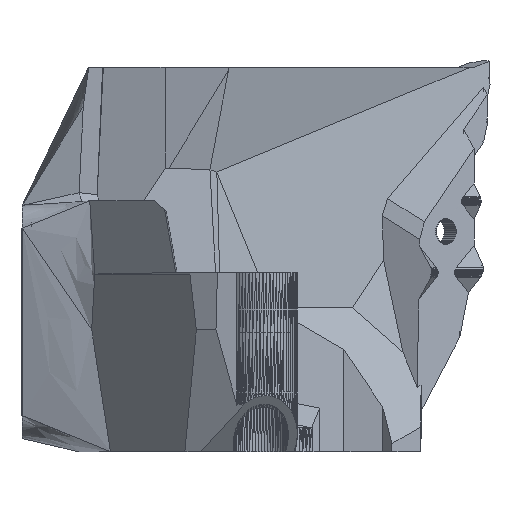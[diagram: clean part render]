
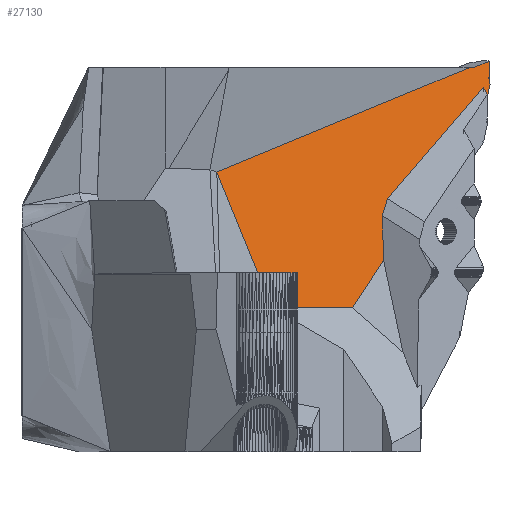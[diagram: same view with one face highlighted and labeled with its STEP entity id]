
A CAD part, front view. The second image highlights one B-rep face of the part: STEP entity #27130.
In plain terms, the highlighted planar face has unit normal (0.484, -0.874, 0.043).
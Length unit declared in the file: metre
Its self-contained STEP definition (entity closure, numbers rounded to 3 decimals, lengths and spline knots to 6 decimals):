
#44=B_SPLINE_CURVE_WITH_KNOTS('',3,(#38625,#38626,#38627,#38628),
 .UNSPECIFIED.,.F.,.F.,(4,4),(0.,1.),.UNSPECIFIED.);
#6442=ORIENTED_EDGE('',*,*,#7326,.T.);
#6443=ORIENTED_EDGE('',*,*,#8034,.F.);
#6444=ORIENTED_EDGE('',*,*,#8030,.T.);
#6445=ORIENTED_EDGE('',*,*,#10327,.F.);
#6446=ORIENTED_EDGE('',*,*,#8491,.F.);
#6447=ORIENTED_EDGE('',*,*,#8015,.T.);
#6448=ORIENTED_EDGE('',*,*,#8019,.T.);
#6449=ORIENTED_EDGE('',*,*,#10460,.T.);
#6450=ORIENTED_EDGE('',*,*,#7542,.F.);
#6451=ORIENTED_EDGE('',*,*,#10461,.T.);
#6452=ORIENTED_EDGE('',*,*,#8025,.T.);
#6453=ORIENTED_EDGE('',*,*,#8020,.T.);
#7326=EDGE_CURVE('',#10842,#10841,#12404,.T.);
#7542=EDGE_CURVE('',#11018,#11019,#12620,.T.);
#8015=EDGE_CURVE('',#11390,#11389,#13090,.T.);
#8019=EDGE_CURVE('',#11389,#11392,#13094,.T.);
#8020=EDGE_CURVE('',#11393,#10842,#13095,.T.);
#8025=EDGE_CURVE('',#11396,#11393,#13100,.T.);
#8030=EDGE_CURVE('',#11401,#11397,#44,.F.);
#8034=EDGE_CURVE('',#11401,#10841,#13107,.T.);
#8491=EDGE_CURVE('',#11390,#11572,#13543,.T.);
#10327=EDGE_CURVE('',#11572,#11397,#15360,.T.);
#10460=EDGE_CURVE('',#11392,#11019,#15490,.T.);
#10461=EDGE_CURVE('',#11018,#11396,#15491,.T.);
#10841=VERTEX_POINT('',#37203);
#10842=VERTEX_POINT('',#37205);
#11018=VERTEX_POINT('',#37638);
#11019=VERTEX_POINT('',#37639);
#11389=VERTEX_POINT('',#38590);
#11390=VERTEX_POINT('',#38592);
#11392=VERTEX_POINT('',#38598);
#11393=VERTEX_POINT('',#38602);
#11396=VERTEX_POINT('',#38610);
#11397=VERTEX_POINT('',#38614);
#11401=VERTEX_POINT('',#38629);
#11572=VERTEX_POINT('',#39558);
#12404=LINE('',#37204,#15888);
#12620=LINE('',#37637,#16104);
#13090=LINE('',#38591,#16574);
#13094=LINE('',#38599,#16578);
#13095=LINE('',#38601,#16579);
#13100=LINE('',#38611,#16584);
#13107=LINE('',#38636,#16591);
#13543=LINE('',#39559,#17027);
#15360=LINE('',#43264,#18844);
#15490=LINE('',#43540,#18974);
#15491=LINE('',#43541,#18975);
#15888=VECTOR('',#29571,1.);
#16104=VECTOR('',#29869,1.);
#16574=VECTOR('',#30547,1.);
#16578=VECTOR('',#30553,1.);
#16579=VECTOR('',#30556,1.);
#16584=VECTOR('',#30563,1.);
#16591=VECTOR('',#30576,1.);
#17027=VECTOR('',#31616,1.);
#18844=VECTOR('',#35937,1.);
#18974=VECTOR('',#36317,1.);
#18975=VECTOR('',#36318,1.);
#21088=EDGE_LOOP('',(#6442,#6443,#6444,#6445,#6446,#6447,#6448,#6449,#6450,
#6451,#6452,#6453));
#23111=FACE_BOUND('',#21088,.T.);
#25131=PLANE('',#29188);
#27130=ADVANCED_FACE('',(#23111),#25131,.T.);
#29188=AXIS2_PLACEMENT_3D('',#43539,#36315,#36316);
#29571=DIRECTION('',(-0.875,-0.485,0.));
#29869=DIRECTION('',(-0.027,0.034,0.999));
#30547=DIRECTION('',(-0.027,0.034,0.999));
#30553=DIRECTION('',(0.286,0.204,0.936));
#30556=DIRECTION('',(-0.816,-0.469,-0.338));
#30563=DIRECTION('',(-0.027,0.034,0.999));
#30576=DIRECTION('',(0.816,0.469,0.338));
#31616=DIRECTION('',(-0.52,-0.327,-0.789));
#35937=DIRECTION('',(-0.875,-0.485,0.));
#36315=DIRECTION('',(0.484,-0.874,0.043));
#36316=DIRECTION('',(0.875,0.485,0.));
#36317=DIRECTION('',(0.606,0.37,0.704));
#36318=DIRECTION('',(0.204,0.161,0.966));
#37203=CARTESIAN_POINT('',(0.042807,0.029696,0.042058));
#37204=CARTESIAN_POINT('',(0.029913,0.022552,0.042059));
#37205=CARTESIAN_POINT('',(0.043308,0.029974,0.042059));
#37637=CARTESIAN_POINT('',(0.044718,0.029829,0.023211));
#37638=CARTESIAN_POINT('',(0.044337,0.030299,0.03708));
#37639=CARTESIAN_POINT('',(0.044261,0.030394,0.039855));
#38590=CARTESIAN_POINT('',(0.033216,0.023584,0.025812));
#38591=CARTESIAN_POINT('',(0.033477,0.023262,0.01632));
#38592=CARTESIAN_POINT('',(0.033351,0.023417,0.020915));
#38598=CARTESIAN_POINT('',(0.03379,0.023994,0.027691));
#38599=CARTESIAN_POINT('',(0.03343,0.023736,0.026511));
#38601=CARTESIAN_POINT('',(0.026304,0.020206,0.035015));
#38602=CARTESIAN_POINT('',(0.044923,0.030902,0.042728));
#38610=CARTESIAN_POINT('',(0.044993,0.030815,0.040178));
#38611=CARTESIAN_POINT('',(0.045459,0.03024,0.023217));
#38614=CARTESIAN_POINT('',(0.02114,0.016397,0.015752));
#38625=CARTESIAN_POINT('',(0.02114,0.016397,0.015752));
#38626=CARTESIAN_POINT('',(0.019131,0.015527,0.020696));
#38627=CARTESIAN_POINT('',(0.017121,0.014657,0.02564));
#38628=CARTESIAN_POINT('',(0.015112,0.013786,0.030585));
#38629=CARTESIAN_POINT('',(0.015112,0.013786,0.030585));
#38636=CARTESIAN_POINT('',(0.026244,0.020182,0.035196));
#39558=CARTESIAN_POINT('',(0.029947,0.021277,0.015752));
#39559=CARTESIAN_POINT('',(0.03315,0.023291,0.020611));
#43264=CARTESIAN_POINT('',(0.030461,0.021562,0.015752));
#43539=CARTESIAN_POINT('',(0.030309,0.021838,0.023086));
#43540=CARTESIAN_POINT('',(0.042657,0.029413,0.037992));
#43541=CARTESIAN_POINT('',(0.04071,0.027448,0.01995));
